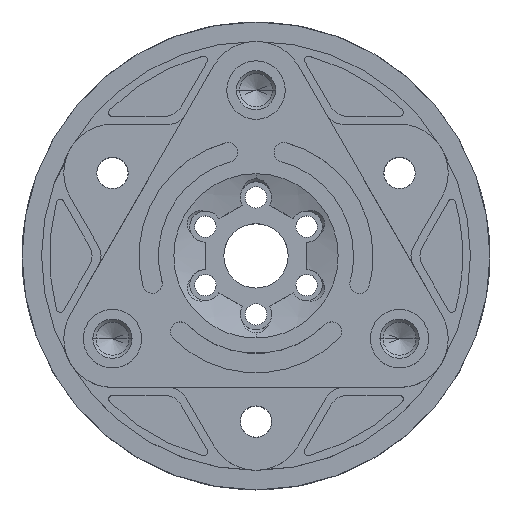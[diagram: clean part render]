
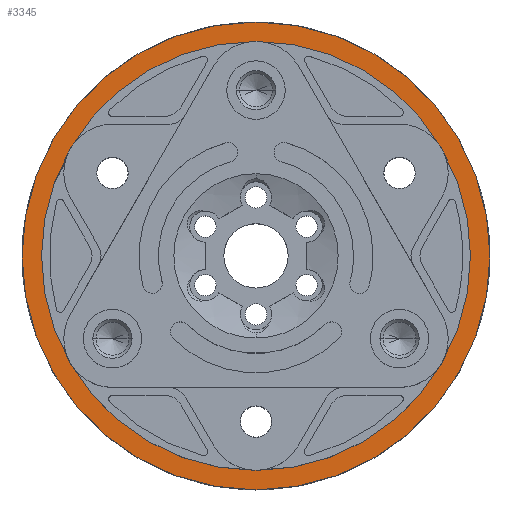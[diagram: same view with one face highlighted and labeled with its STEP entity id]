
A CAD part, top view. The second image highlights one B-rep face of the part: STEP entity #3345.
In plain terms, the highlighted planar face has unit normal (0, 0, 1).
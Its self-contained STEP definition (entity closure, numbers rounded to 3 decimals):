
#74 = DIRECTION ( 'NONE',  ( 0., 0., -1. ) ) ;
#430 = VERTEX_POINT ( 'NONE', #6821 ) ;
#742 = FACE_BOUND ( 'NONE', #4195, .T. ) ;
#954 = CARTESIAN_POINT ( 'NONE',  ( 60., 0., 10. ) ) ;
#1090 = CARTESIAN_POINT ( 'NONE',  ( 0., 0., 10. ) ) ;
#1197 = CARTESIAN_POINT ( 'NONE',  ( 0., 0., 10. ) ) ;
#1313 = FACE_OUTER_BOUND ( 'NONE', #5466, .T. ) ;
#1568 = CIRCLE ( 'NONE', #3555, 60. ) ;
#1605 = CARTESIAN_POINT ( 'NONE',  ( -55., 0., 10. ) ) ;
#1852 = DIRECTION ( 'NONE',  ( 1., 0., 0. ) ) ;
#1964 = CARTESIAN_POINT ( 'NONE',  ( 0., 0., 10. ) ) ;
#2071 = AXIS2_PLACEMENT_3D ( 'NONE', #1964, #6097, #4928 ) ;
#2251 = ORIENTED_EDGE ( 'NONE', *, *, #6697, .T. ) ;
#2585 = AXIS2_PLACEMENT_3D ( 'NONE', #3681, #5496, #6069 ) ;
#2796 = VERTEX_POINT ( 'NONE', #6955 ) ;
#3102 = PLANE ( 'NONE',  #2585 ) ;
#3222 = EDGE_CURVE ( 'NONE', #5989, #430, #4954, .T. ) ;
#3345 = ADVANCED_FACE ( 'NONE', ( #742, #1313 ), #3102, .T. ) ;
#3555 = AXIS2_PLACEMENT_3D ( 'NONE', #1197, #3565, #4783 ) ;
#3565 = DIRECTION ( 'NONE',  ( 0., 0., 1. ) ) ;
#3681 = CARTESIAN_POINT ( 'NONE',  ( 0., 0., 10. ) ) ;
#3971 = CIRCLE ( 'NONE', #5488, 55. ) ;
#4195 = EDGE_LOOP ( 'NONE', ( #6457, #6374 ) ) ;
#4253 = VERTEX_POINT ( 'NONE', #954 ) ;
#4783 = DIRECTION ( 'NONE',  ( 1., 0., 0. ) ) ;
#4928 = DIRECTION ( 'NONE',  ( 1., 0., 0. ) ) ;
#4954 = CIRCLE ( 'NONE', #6074, 55. ) ;
#5099 = ORIENTED_EDGE ( 'NONE', *, *, #6625, .T. ) ;
#5103 = DIRECTION ( 'NONE',  ( 1., 0., 0. ) ) ;
#5262 = EDGE_CURVE ( 'NONE', #430, #5989, #3971, .T. ) ;
#5266 = DIRECTION ( 'NONE',  ( 0., 0., -1. ) ) ;
#5428 = CARTESIAN_POINT ( 'NONE',  ( 0., 0., 10. ) ) ;
#5466 = EDGE_LOOP ( 'NONE', ( #2251, #5099 ) ) ;
#5488 = AXIS2_PLACEMENT_3D ( 'NONE', #1090, #5266, #5103 ) ;
#5496 = DIRECTION ( 'NONE',  ( 0., 0., 1. ) ) ;
#5989 = VERTEX_POINT ( 'NONE', #1605 ) ;
#6069 = DIRECTION ( 'NONE',  ( 1., 0., 0. ) ) ;
#6074 = AXIS2_PLACEMENT_3D ( 'NONE', #5428, #74, #1852 ) ;
#6097 = DIRECTION ( 'NONE',  ( 0., 0., 1. ) ) ;
#6374 = ORIENTED_EDGE ( 'NONE', *, *, #5262, .T. ) ;
#6457 = ORIENTED_EDGE ( 'NONE', *, *, #3222, .T. ) ;
#6625 = EDGE_CURVE ( 'NONE', #4253, #2796, #1568, .T. ) ;
#6697 = EDGE_CURVE ( 'NONE', #2796, #4253, #7434, .T. ) ;
#6821 = CARTESIAN_POINT ( 'NONE',  ( 55., 0., 10. ) ) ;
#6955 = CARTESIAN_POINT ( 'NONE',  ( -60., 0., 10. ) ) ;
#7434 = CIRCLE ( 'NONE', #2071, 60. ) ;
